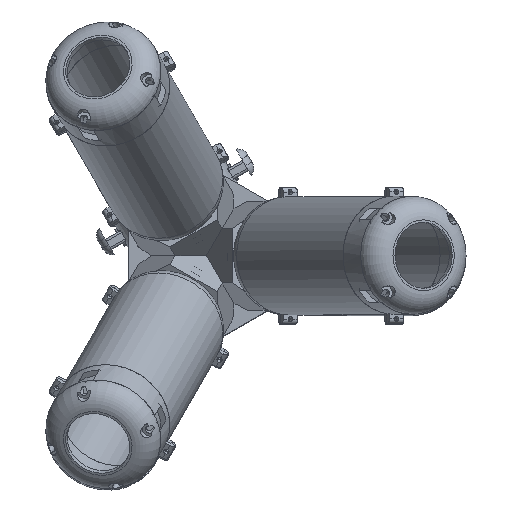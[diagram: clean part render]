
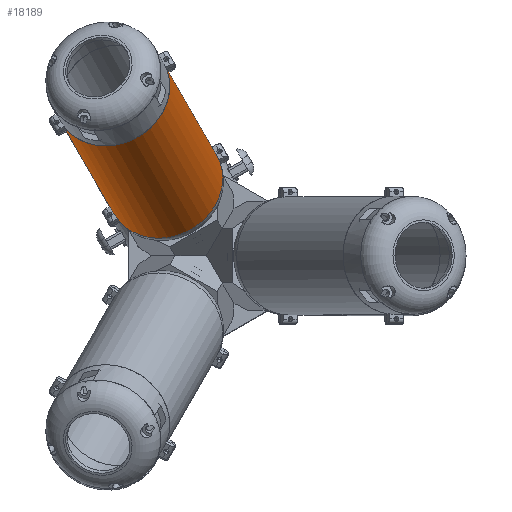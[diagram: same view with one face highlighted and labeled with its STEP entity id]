
A CAD part, top view. The second image highlights one B-rep face of the part: STEP entity #18189.
In plain terms, the highlighted cylindrical face has radius 25 mm (diameter 50 mm), a full revolution.
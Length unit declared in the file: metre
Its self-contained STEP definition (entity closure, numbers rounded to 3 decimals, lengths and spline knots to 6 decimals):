
#1362=CIRCLE('',#20357,0.025);
#1371=CIRCLE('',#20374,0.025);
#1372=CIRCLE('',#20375,0.025);
#1373=CIRCLE('',#20376,0.025);
#1374=CIRCLE('',#20377,0.025);
#1375=CIRCLE('',#20378,0.025);
#1376=CIRCLE('',#20379,0.025);
#1377=CIRCLE('',#20380,0.025);
#1825=CYLINDRICAL_SURFACE('',#20373,0.025);
#6189=ORIENTED_EDGE('',*,*,#9311,.T.);
#6190=ORIENTED_EDGE('',*,*,#9312,.F.);
#6191=ORIENTED_EDGE('',*,*,#9313,.F.);
#6192=ORIENTED_EDGE('',*,*,#9314,.F.);
#6193=ORIENTED_EDGE('',*,*,#9315,.F.);
#6194=ORIENTED_EDGE('',*,*,#9279,.T.);
#6195=ORIENTED_EDGE('',*,*,#9316,.T.);
#6196=ORIENTED_EDGE('',*,*,#9317,.F.);
#6197=ORIENTED_EDGE('',*,*,#9318,.T.);
#6198=ORIENTED_EDGE('',*,*,#9295,.T.);
#6199=ORIENTED_EDGE('',*,*,#9319,.F.);
#6200=ORIENTED_EDGE('',*,*,#9303,.T.);
#6201=ORIENTED_EDGE('',*,*,#9320,.F.);
#6202=ORIENTED_EDGE('',*,*,#9304,.F.);
#6203=ORIENTED_EDGE('',*,*,#9321,.F.);
#6204=ORIENTED_EDGE('',*,*,#9309,.F.);
#9279=EDGE_CURVE('',#11235,#11234,#1362,.T.);
#9295=EDGE_CURVE('',#11251,#11250,#12557,.F.);
#9303=EDGE_CURVE('',#11254,#11255,#12562,.T.);
#9304=EDGE_CURVE('',#11256,#11257,#12563,.T.);
#9309=EDGE_CURVE('',#11259,#11260,#12567,.F.);
#9311=EDGE_CURVE('',#11261,#11262,#12569,.F.);
#9312=EDGE_CURVE('',#11263,#11262,#1371,.T.);
#9313=EDGE_CURVE('',#11264,#11263,#12570,.F.);
#9314=EDGE_CURVE('',#11265,#11264,#1372,.T.);
#9315=EDGE_CURVE('',#11235,#11265,#12571,.T.);
#9316=EDGE_CURVE('',#11234,#11266,#12572,.T.);
#9317=EDGE_CURVE('',#11261,#11266,#1373,.T.);
#9318=EDGE_CURVE('',#11259,#11251,#1374,.T.);
#9319=EDGE_CURVE('',#11254,#11250,#1375,.F.);
#9320=EDGE_CURVE('',#11257,#11255,#1376,.T.);
#9321=EDGE_CURVE('',#11260,#11256,#1377,.F.);
#11234=VERTEX_POINT('',#35702);
#11235=VERTEX_POINT('',#35704);
#11250=VERTEX_POINT('',#35749);
#11251=VERTEX_POINT('',#35751);
#11254=VERTEX_POINT('',#35762);
#11255=VERTEX_POINT('',#35764);
#11256=VERTEX_POINT('',#35768);
#11257=VERTEX_POINT('',#35769);
#11259=VERTEX_POINT('',#35776);
#11260=VERTEX_POINT('',#35778);
#11261=VERTEX_POINT('',#35782);
#11262=VERTEX_POINT('',#35783);
#11263=VERTEX_POINT('',#35785);
#11264=VERTEX_POINT('',#35787);
#11265=VERTEX_POINT('',#35789);
#11266=VERTEX_POINT('',#35792);
#12557=LINE('',#35750,#13781);
#12562=LINE('',#35765,#13786);
#12563=LINE('',#35767,#13787);
#12567=LINE('',#35777,#13791);
#12569=LINE('',#35781,#13793);
#12570=LINE('',#35786,#13794);
#12571=LINE('',#35790,#13795);
#12572=LINE('',#35791,#13796);
#13781=VECTOR('',#24960,1.);
#13786=VECTOR('',#24975,1.);
#13787=VECTOR('',#24978,1.);
#13791=VECTOR('',#24986,1.);
#13793=VECTOR('',#24990,1.);
#13794=VECTOR('',#24993,1.);
#13795=VECTOR('',#24996,1.);
#13796=VECTOR('',#24997,1.);
#15134=EDGE_LOOP('',(#6189,#6190,#6191,#6192,#6193,#6194,#6195,#6196));
#15135=EDGE_LOOP('',(#6197,#6198,#6199,#6200,#6201,#6202,#6203,#6204));
#16502=FACE_BOUND('',#15134,.T.);
#16503=FACE_BOUND('',#15135,.T.);
#18189=ADVANCED_FACE('',(#16502,#16503),#1825,.T.);
#20357=AXIS2_PLACEMENT_3D('',#35703,#24935,#24936);
#20373=AXIS2_PLACEMENT_3D('',#35780,#24988,#24989);
#20374=AXIS2_PLACEMENT_3D('',#35784,#24991,#24992);
#20375=AXIS2_PLACEMENT_3D('',#35788,#24994,#24995);
#20376=AXIS2_PLACEMENT_3D('',#35793,#24998,#24999);
#20377=AXIS2_PLACEMENT_3D('',#35794,#25000,#25001);
#20378=AXIS2_PLACEMENT_3D('',#35795,#25002,#25003);
#20379=AXIS2_PLACEMENT_3D('',#35796,#25004,#25005);
#20380=AXIS2_PLACEMENT_3D('',#35797,#25006,#25007);
#24935=DIRECTION('',(0.25,-0.433,-0.866));
#24936=DIRECTION('',(0.433,-0.75,0.5));
#24960=DIRECTION('',(-0.25,0.433,0.866));
#24975=DIRECTION('',(-0.25,0.433,0.866));
#24978=DIRECTION('',(-0.25,0.433,0.866));
#24986=DIRECTION('',(-0.25,0.433,0.866));
#24988=DIRECTION('',(-0.25,0.433,0.866));
#24989=DIRECTION('',(0.433,-0.75,0.5));
#24990=DIRECTION('',(-0.25,0.433,0.866));
#24991=DIRECTION('',(-0.25,0.433,0.866));
#24992=DIRECTION('',(-0.433,0.75,-0.5));
#24993=DIRECTION('',(-0.25,0.433,0.866));
#24994=DIRECTION('',(-0.25,0.433,0.866));
#24995=DIRECTION('',(-0.433,0.75,-0.5));
#24996=DIRECTION('',(-0.25,0.433,0.866));
#24997=DIRECTION('',(-0.25,0.433,0.866));
#24998=DIRECTION('',(-0.25,0.433,0.866));
#24999=DIRECTION('',(-0.433,0.75,-0.5));
#25000=DIRECTION('',(-0.25,0.433,0.866));
#25001=DIRECTION('',(-0.433,0.75,-0.5));
#25002=DIRECTION('',(-0.25,0.433,0.866));
#25003=DIRECTION('',(-0.433,0.75,-0.5));
#25004=DIRECTION('',(0.25,-0.433,-0.866));
#25005=DIRECTION('',(0.433,-0.75,0.5));
#25006=DIRECTION('',(-0.25,0.433,0.866));
#25007=DIRECTION('',(-0.433,0.75,-0.5));
#35702=CARTESIAN_POINT('',(-0.016339,0.077808,0.350684));
#35703=CARTESIAN_POINT('',(-0.039292,0.068056,0.348934));
#35704=CARTESIAN_POINT('',(-0.019371,0.083058,0.347184));
#35749=CARTESIAN_POINT('',(-0.037172,0.014876,0.274326));
#35750=CARTESIAN_POINT('',(-0.034672,0.010546,0.265666));
#35751=CARTESIAN_POINT('',(-0.037691,0.015775,0.276124));
#35762=CARTESIAN_POINT('',(0.005703,0.03963,0.274326));
#35764=CARTESIAN_POINT('',(0.005184,0.040529,0.276124));
#35765=CARTESIAN_POINT('',(0.008203,0.0353,0.265666));
#35767=CARTESIAN_POINT('',(0.005172,0.04055,0.262166));
#35768=CARTESIAN_POINT('',(0.002672,0.04488,0.270826));
#35769=CARTESIAN_POINT('',(0.002153,0.045779,0.272624));
#35776=CARTESIAN_POINT('',(-0.040722,0.021025,0.272624));
#35777=CARTESIAN_POINT('',(-0.037703,0.015796,0.262166));
#35778=CARTESIAN_POINT('',(-0.040203,0.020126,0.270826));
#35780=CARTESIAN_POINT('',(-0.01475,0.025548,0.263916));
#35781=CARTESIAN_POINT('',(-0.034672,0.010546,0.265666));
#35782=CARTESIAN_POINT('',(-0.059672,0.053847,0.352269));
#35783=CARTESIAN_POINT('',(-0.059214,0.053055,0.350684));
#35784=CARTESIAN_POINT('',(-0.039292,0.068056,0.348934));
#35785=CARTESIAN_POINT('',(-0.062245,0.058305,0.347184));
#35786=CARTESIAN_POINT('',(-0.037703,0.015796,0.262166));
#35787=CARTESIAN_POINT('',(-0.062703,0.059097,0.348769));
#35788=CARTESIAN_POINT('',(-0.03975,0.068849,0.350519));
#35789=CARTESIAN_POINT('',(-0.019828,0.083851,0.348769));
#35790=CARTESIAN_POINT('',(0.005172,0.04055,0.262166));
#35791=CARTESIAN_POINT('',(0.008203,0.0353,0.265666));
#35792=CARTESIAN_POINT('',(-0.016797,0.078601,0.352269));
#35793=CARTESIAN_POINT('',(-0.03975,0.068849,0.350519));
#35794=CARTESIAN_POINT('',(-0.017769,0.030777,0.274374));
#35795=CARTESIAN_POINT('',(-0.01725,0.029878,0.272576));
#35796=CARTESIAN_POINT('',(-0.017769,0.030777,0.274374));
#35797=CARTESIAN_POINT('',(-0.01725,0.029878,0.272576));
